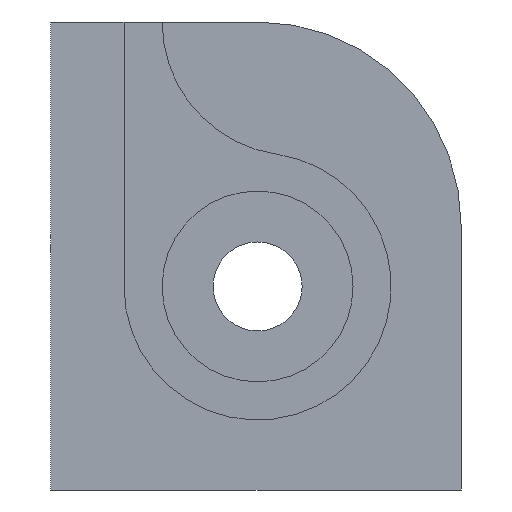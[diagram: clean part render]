
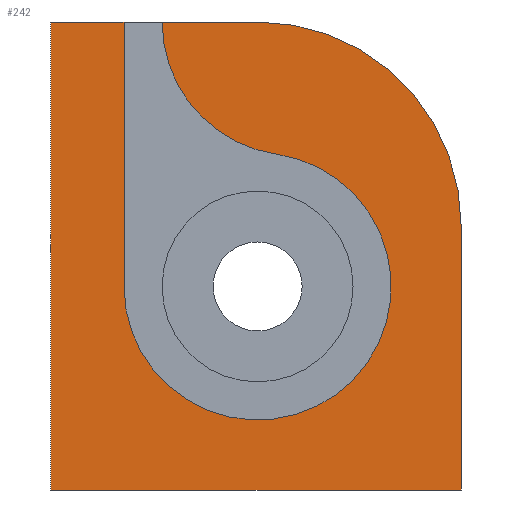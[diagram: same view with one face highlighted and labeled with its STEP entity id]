
A CAD part, front view. The second image highlights one B-rep face of the part: STEP entity #242.
In plain terms, the highlighted planar face has unit normal (0, -1, 0).
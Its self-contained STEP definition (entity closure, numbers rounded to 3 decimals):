
#19=PLANE('',#272);
#29=FACE_OUTER_BOUND('',#43,.T.);
#43=EDGE_LOOP('',(#177,#178,#179,#180,#181,#182,#183,#184,#185));
#60=LINE('',#377,#83);
#63=LINE('',#383,#86);
#64=LINE('',#389,#87);
#65=LINE('',#391,#88);
#66=LINE('',#393,#89);
#67=LINE('',#394,#90);
#83=VECTOR('',#304,10.);
#86=VECTOR('',#309,10.);
#87=VECTOR('',#314,10.);
#88=VECTOR('',#315,10.);
#89=VECTOR('',#316,10.);
#90=VECTOR('',#317,10.);
#105=CIRCLE('',#270,8.);
#106=CIRCLE('',#273,5.25);
#107=CIRCLE('',#274,5.25);
#116=VERTEX_POINT('',#370);
#117=VERTEX_POINT('',#372);
#118=VERTEX_POINT('',#376);
#120=VERTEX_POINT('',#382);
#121=VERTEX_POINT('',#384);
#122=VERTEX_POINT('',#386);
#123=VERTEX_POINT('',#388);
#124=VERTEX_POINT('',#390);
#125=VERTEX_POINT('',#392);
#138=EDGE_CURVE('',#116,#117,#105,.T.);
#140=EDGE_CURVE('',#117,#118,#60,.T.);
#143=EDGE_CURVE('',#116,#120,#63,.T.);
#144=EDGE_CURVE('',#121,#120,#106,.T.);
#145=EDGE_CURVE('',#122,#121,#107,.T.);
#146=EDGE_CURVE('',#123,#122,#64,.T.);
#147=EDGE_CURVE('',#123,#124,#65,.T.);
#148=EDGE_CURVE('',#124,#125,#66,.T.);
#149=EDGE_CURVE('',#118,#125,#67,.T.);
#177=ORIENTED_EDGE('',*,*,#138,.F.);
#178=ORIENTED_EDGE('',*,*,#143,.T.);
#179=ORIENTED_EDGE('',*,*,#144,.F.);
#180=ORIENTED_EDGE('',*,*,#145,.F.);
#181=ORIENTED_EDGE('',*,*,#146,.F.);
#182=ORIENTED_EDGE('',*,*,#147,.T.);
#183=ORIENTED_EDGE('',*,*,#148,.T.);
#184=ORIENTED_EDGE('',*,*,#149,.F.);
#185=ORIENTED_EDGE('',*,*,#140,.F.);
#242=ADVANCED_FACE('',(#29),#19,.F.);
#270=AXIS2_PLACEMENT_3D('',#373,#299,#300);
#272=AXIS2_PLACEMENT_3D('',#381,#307,#308);
#273=AXIS2_PLACEMENT_3D('',#385,#310,#311);
#274=AXIS2_PLACEMENT_3D('',#387,#312,#313);
#299=DIRECTION('center_axis',(0.,1.,0.));
#300=DIRECTION('ref_axis',(0.707,0.,0.707));
#304=DIRECTION('',(0.,0.,-1.));
#307=DIRECTION('center_axis',(0.,1.,0.));
#308=DIRECTION('ref_axis',(1.,0.,0.));
#309=DIRECTION('',(-1.,0.,0.));
#310=DIRECTION('center_axis',(0.,1.,0.));
#311=DIRECTION('ref_axis',(-0.143,0.,-0.99));
#312=DIRECTION('center_axis',(0.,-1.,0.));
#313=DIRECTION('ref_axis',(0.143,0.,0.99));
#314=DIRECTION('',(0.,0.,-1.));
#315=DIRECTION('',(-1.,0.,0.));
#316=DIRECTION('',(0.,0.,-1.));
#317=DIRECTION('',(-1.,0.,0.));
#370=CARTESIAN_POINT('',(41.25,41.25,45.392));
#372=CARTESIAN_POINT('',(49.25,41.25,37.392));
#373=CARTESIAN_POINT('Origin',(41.25,41.25,37.392));
#376=CARTESIAN_POINT('',(49.25,41.25,27.));
#377=CARTESIAN_POINT('',(49.25,41.25,45.392));
#381=CARTESIAN_POINT('Origin',(41.188,41.25,36.196));
#382=CARTESIAN_POINT('',(37.5,41.25,45.392));
#383=CARTESIAN_POINT('',(49.25,41.25,45.392));
#384=CARTESIAN_POINT('',(42.,41.25,40.196));
#385=CARTESIAN_POINT('Origin',(42.75,41.25,45.392));
#386=CARTESIAN_POINT('',(36.,41.25,35.));
#387=CARTESIAN_POINT('Origin',(41.25,41.25,35.));
#388=CARTESIAN_POINT('',(36.,41.25,45.392));
#389=CARTESIAN_POINT('',(36.,41.25,35.598));
#390=CARTESIAN_POINT('',(33.125,41.25,45.392));
#391=CARTESIAN_POINT('',(49.25,41.25,45.392));
#392=CARTESIAN_POINT('',(33.125,41.25,27.));
#393=CARTESIAN_POINT('',(33.125,41.25,45.392));
#394=CARTESIAN_POINT('',(63.875,41.25,27.));
